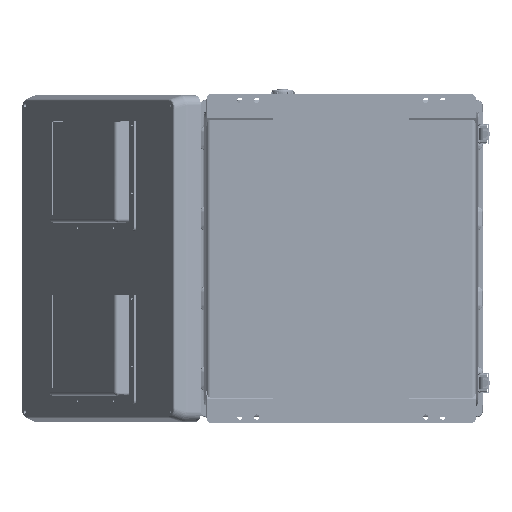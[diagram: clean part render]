
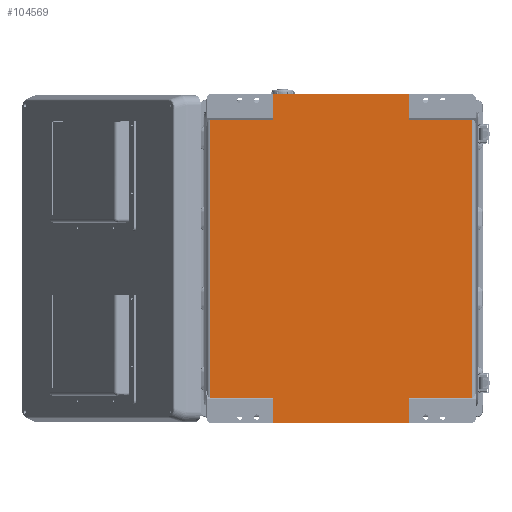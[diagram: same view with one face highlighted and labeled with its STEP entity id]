
A CAD part, front view. The second image highlights one B-rep face of the part: STEP entity #104569.
In plain terms, the highlighted planar face has unit normal (0, -1, 0).
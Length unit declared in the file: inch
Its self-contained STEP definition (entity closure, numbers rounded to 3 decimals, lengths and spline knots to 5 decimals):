
#3280 = VECTOR ( 'NONE', #155217, 39.37008 ) ;
#3332 = LINE ( 'NONE', #121992, #97572 ) ;
#3860 = VERTEX_POINT ( 'NONE', #152273 ) ;
#4629 = EDGE_CURVE ( 'NONE', #139618, #147351, #156990, .T. ) ;
#6035 = CARTESIAN_POINT ( 'NONE',  ( 7.73754, 0.05906, -1.51961 ) ) ;
#8296 = ORIENTED_EDGE ( 'NONE', *, *, #29106, .F. ) ;
#8747 = DIRECTION ( 'NONE',  ( -1., 0., 0. ) ) ;
#11276 = CARTESIAN_POINT ( 'NONE',  ( -8.11811, 0.05906, -1.51961 ) ) ;
#13875 = VECTOR ( 'NONE', #37310, 39.37008 ) ;
#18563 = CARTESIAN_POINT ( 'NONE',  ( 4.03163, 0.05906, 0.85787 ) ) ;
#20209 = CARTESIAN_POINT ( 'NONE',  ( -4.03163, 0.05906, -1.51961 ) ) ;
#20287 = CARTESIAN_POINT ( 'NONE',  ( -4.03163, 0.05906, -19.48819 ) ) ;
#20503 = EDGE_CURVE ( 'NONE', #139618, #153235, #155397, .T. ) ;
#21568 = FACE_OUTER_BOUND ( 'NONE', #36666, .T. ) ;
#27820 = VECTOR ( 'NONE', #97193, 39.37008 ) ;
#29106 = EDGE_CURVE ( 'NONE', #147351, #128499, #62224, .T. ) ;
#30454 = ORIENTED_EDGE ( 'NONE', *, *, #67912, .T. ) ;
#32599 = PLANE ( 'NONE',  #64955 ) ;
#34754 = VERTEX_POINT ( 'NONE', #20287 ) ;
#36169 = VERTEX_POINT ( 'NONE', #81872 ) ;
#36666 = EDGE_LOOP ( 'NONE', ( #94120, #154702, #63214, #99066, #8296, #72195, #156837, #81868, #30454, #79113, #95316, #53816 ) ) ;
#37310 = DIRECTION ( 'NONE',  ( 0., 0., -1. ) ) ;
#38696 = VECTOR ( 'NONE', #8747, 39.37008 ) ;
#39677 = VECTOR ( 'NONE', #52659, 39.37008 ) ;
#42605 = LINE ( 'NONE', #72982, #38696 ) ;
#43272 = DIRECTION ( 'NONE',  ( 0., 0., 1. ) ) ;
#43628 = LINE ( 'NONE', #79491, #39677 ) ;
#44617 = EDGE_CURVE ( 'NONE', #107343, #57797, #151355, .T. ) ;
#46087 = EDGE_CURVE ( 'NONE', #91519, #57797, #42605, .T. ) ;
#46096 = EDGE_CURVE ( 'NONE', #153235, #84907, #3332, .T. ) ;
#47850 = CARTESIAN_POINT ( 'NONE',  ( -8.11811, 0.05906, -17.96858 ) ) ;
#52659 = DIRECTION ( 'NONE',  ( -1., 0., 0. ) ) ;
#53619 = CARTESIAN_POINT ( 'NONE',  ( -4.03163, 0.05906, 0. ) ) ;
#53816 = ORIENTED_EDGE ( 'NONE', *, *, #125777, .F. ) ;
#55814 = CARTESIAN_POINT ( 'NONE',  ( -4.03163, 0.05906, 0.85787 ) ) ;
#57081 = EDGE_CURVE ( 'NONE', #3860, #36169, #98632, .T. ) ;
#57797 = VERTEX_POINT ( 'NONE', #53619 ) ;
#62224 = LINE ( 'NONE', #154691, #3280 ) ;
#62405 = LINE ( 'NONE', #11276, #84027 ) ;
#62884 = DIRECTION ( 'NONE',  ( 1., 0., 0. ) ) ;
#63070 = CARTESIAN_POINT ( 'NONE',  ( -4.03163, 0.05906, -20.34606 ) ) ;
#63214 = ORIENTED_EDGE ( 'NONE', *, *, #130576, .T. ) ;
#64955 = AXIS2_PLACEMENT_3D ( 'NONE', #83713, #133208, #107366 ) ;
#66773 = LINE ( 'NONE', #149527, #124007 ) ;
#66985 = LINE ( 'NONE', #63070, #13875 ) ;
#66987 = DIRECTION ( 'NONE',  ( 0., 0., 1. ) ) ;
#67912 = EDGE_CURVE ( 'NONE', #84907, #91519, #70130, .T. ) ;
#70130 = LINE ( 'NONE', #18563, #99598 ) ;
#72195 = ORIENTED_EDGE ( 'NONE', *, *, #4629, .F. ) ;
#72982 = CARTESIAN_POINT ( 'NONE',  ( 8.11811, 0.05906, 0. ) ) ;
#76939 = CARTESIAN_POINT ( 'NONE',  ( 8.11811, 0.05906, -17.96858 ) ) ;
#79113 = ORIENTED_EDGE ( 'NONE', *, *, #46087, .T. ) ;
#79491 = CARTESIAN_POINT ( 'NONE',  ( 8.11811, 0.05906, -19.48819 ) ) ;
#81868 = ORIENTED_EDGE ( 'NONE', *, *, #46096, .T. ) ;
#81872 = CARTESIAN_POINT ( 'NONE',  ( -4.03163, 0.05906, -17.96858 ) ) ;
#83713 = CARTESIAN_POINT ( 'NONE',  ( 8.11811, 0.05906, -1.51961 ) ) ;
#84027 = VECTOR ( 'NONE', #62884, 39.37008 ) ;
#84907 = VERTEX_POINT ( 'NONE', #121126 ) ;
#88511 = DIRECTION ( 'NONE',  ( -1., 0., 0. ) ) ;
#90552 = EDGE_CURVE ( 'NONE', #128499, #34754, #43628, .T. ) ;
#91519 = VERTEX_POINT ( 'NONE', #154466 ) ;
#92261 = CARTESIAN_POINT ( 'NONE',  ( 7.73754, 0.05906, -1.51961 ) ) ;
#94120 = ORIENTED_EDGE ( 'NONE', *, *, #124643, .F. ) ;
#95316 = ORIENTED_EDGE ( 'NONE', *, *, #44617, .F. ) ;
#96074 = DIRECTION ( 'NONE',  ( -1., 0., 0. ) ) ;
#97193 = DIRECTION ( 'NONE',  ( 1., 0., 0. ) ) ;
#97572 = VECTOR ( 'NONE', #96074, 39.37008 ) ;
#98632 = LINE ( 'NONE', #47850, #27820 ) ;
#99066 = ORIENTED_EDGE ( 'NONE', *, *, #90552, .F. ) ;
#99459 = CARTESIAN_POINT ( 'NONE',  ( 7.73754, 0.05906, -17.96858 ) ) ;
#99598 = VECTOR ( 'NONE', #143926, 39.37008 ) ;
#104569 = ADVANCED_FACE ( 'NONE', ( #21568 ), #32599, .F. ) ;
#107343 = VERTEX_POINT ( 'NONE', #20209 ) ;
#107366 = DIRECTION ( 'NONE',  ( 0., 0., 1. ) ) ;
#111794 = VERTEX_POINT ( 'NONE', #138705 ) ;
#112194 = DIRECTION ( 'NONE',  ( 0., 0., 1. ) ) ;
#121126 = CARTESIAN_POINT ( 'NONE',  ( 4.03163, 0.05906, -1.51961 ) ) ;
#121992 = CARTESIAN_POINT ( 'NONE',  ( 8.11811, 0.05906, -1.51961 ) ) ;
#124007 = VECTOR ( 'NONE', #112194, 39.37008 ) ;
#124643 = EDGE_CURVE ( 'NONE', #3860, #111794, #66773, .T. ) ;
#125777 = EDGE_CURVE ( 'NONE', #111794, #107343, #62405, .T. ) ;
#127051 = CARTESIAN_POINT ( 'NONE',  ( 4.03163, 0.05906, -17.96858 ) ) ;
#128499 = VERTEX_POINT ( 'NONE', #161366 ) ;
#130576 = EDGE_CURVE ( 'NONE', #36169, #34754, #66985, .T. ) ;
#131713 = VECTOR ( 'NONE', #43272, 39.37008 ) ;
#133208 = DIRECTION ( 'NONE',  ( 0., 1., 0. ) ) ;
#138705 = CARTESIAN_POINT ( 'NONE',  ( -7.73754, 0.05906, -1.51961 ) ) ;
#139618 = VERTEX_POINT ( 'NONE', #99459 ) ;
#143926 = DIRECTION ( 'NONE',  ( 0., 0., 1. ) ) ;
#145863 = VECTOR ( 'NONE', #66987, 39.37008 ) ;
#147351 = VERTEX_POINT ( 'NONE', #127051 ) ;
#149527 = CARTESIAN_POINT ( 'NONE',  ( -7.73754, 0.05906, -1.51961 ) ) ;
#151355 = LINE ( 'NONE', #55814, #131713 ) ;
#152273 = CARTESIAN_POINT ( 'NONE',  ( -7.73754, 0.05906, -17.96858 ) ) ;
#153235 = VERTEX_POINT ( 'NONE', #92261 ) ;
#154466 = CARTESIAN_POINT ( 'NONE',  ( 4.03163, 0.05906, 0. ) ) ;
#154691 = CARTESIAN_POINT ( 'NONE',  ( 4.03163, 0.05906, -20.34606 ) ) ;
#154702 = ORIENTED_EDGE ( 'NONE', *, *, #57081, .T. ) ;
#155217 = DIRECTION ( 'NONE',  ( 0., 0., -1. ) ) ;
#155397 = LINE ( 'NONE', #6035, #145863 ) ;
#156837 = ORIENTED_EDGE ( 'NONE', *, *, #20503, .T. ) ;
#156990 = LINE ( 'NONE', #76939, #162807 ) ;
#161366 = CARTESIAN_POINT ( 'NONE',  ( 4.03163, 0.05906, -19.48819 ) ) ;
#162807 = VECTOR ( 'NONE', #88511, 39.37008 ) ;
